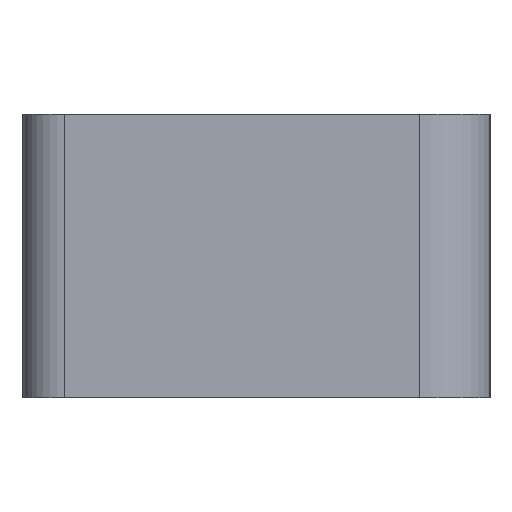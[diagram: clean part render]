
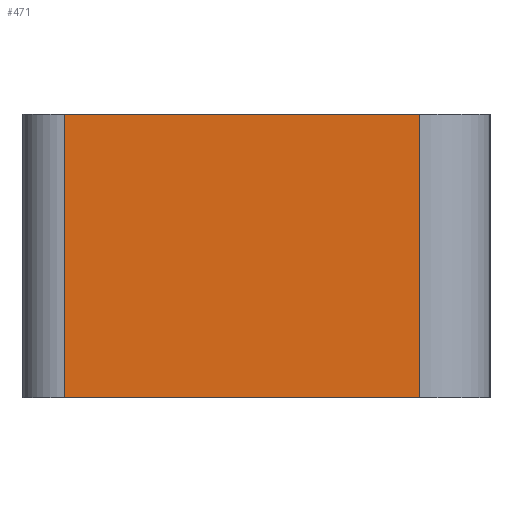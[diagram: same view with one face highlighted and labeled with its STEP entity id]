
A CAD part, left-side view. The second image highlights one B-rep face of the part: STEP entity #471.
In plain terms, the highlighted planar face has unit normal (-1, 0, 0).
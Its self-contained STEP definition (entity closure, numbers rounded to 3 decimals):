
#19=PLANE('',#529);
#47=FACE_OUTER_BOUND('',#73,.T.);
#73=EDGE_LOOP('',(#363,#364,#365,#366));
#138=LINE('',#779,#178);
#139=LINE('',#783,#179);
#140=LINE('',#787,#180);
#141=LINE('',#788,#181);
#178=VECTOR('',#618,10.);
#179=VECTOR('',#623,10.);
#180=VECTOR('',#628,5.);
#181=VECTOR('',#629,10.);
#232=VERTEX_POINT('',#776);
#233=VERTEX_POINT('',#778);
#234=VERTEX_POINT('',#782);
#235=VERTEX_POINT('',#786);
#282=EDGE_CURVE('',#233,#232,#138,.T.);
#284=EDGE_CURVE('',#233,#234,#139,.T.);
#286=EDGE_CURVE('',#235,#232,#140,.T.);
#287=EDGE_CURVE('',#235,#234,#141,.T.);
#363=ORIENTED_EDGE('',*,*,#284,.F.);
#364=ORIENTED_EDGE('',*,*,#282,.T.);
#365=ORIENTED_EDGE('',*,*,#286,.F.);
#366=ORIENTED_EDGE('',*,*,#287,.T.);
#471=ADVANCED_FACE('',(#47),#19,.T.);
#529=AXIS2_PLACEMENT_3D('',#785,#626,#627);
#618=DIRECTION('',(0.,-1.,0.));
#623=DIRECTION('',(0.,0.,1.));
#626=DIRECTION('center_axis',(-1.,0.,0.));
#627=DIRECTION('ref_axis',(0.,0.,1.));
#628=DIRECTION('',(0.,0.,-1.));
#629=DIRECTION('',(0.,1.,0.));
#776=CARTESIAN_POINT('',(-54.25,65.458,0.));
#778=CARTESIAN_POINT('',(-54.25,90.5,0.));
#779=CARTESIAN_POINT('',(-54.25,60.5,0.));
#782=CARTESIAN_POINT('',(-54.25,90.5,20.));
#783=CARTESIAN_POINT('',(-54.25,90.5,0.));
#785=CARTESIAN_POINT('Origin',(-54.25,93.5,0.));
#786=CARTESIAN_POINT('',(-54.25,65.458,20.));
#787=CARTESIAN_POINT('',(-54.25,65.458,0.));
#788=CARTESIAN_POINT('',(-54.25,60.5,20.));
